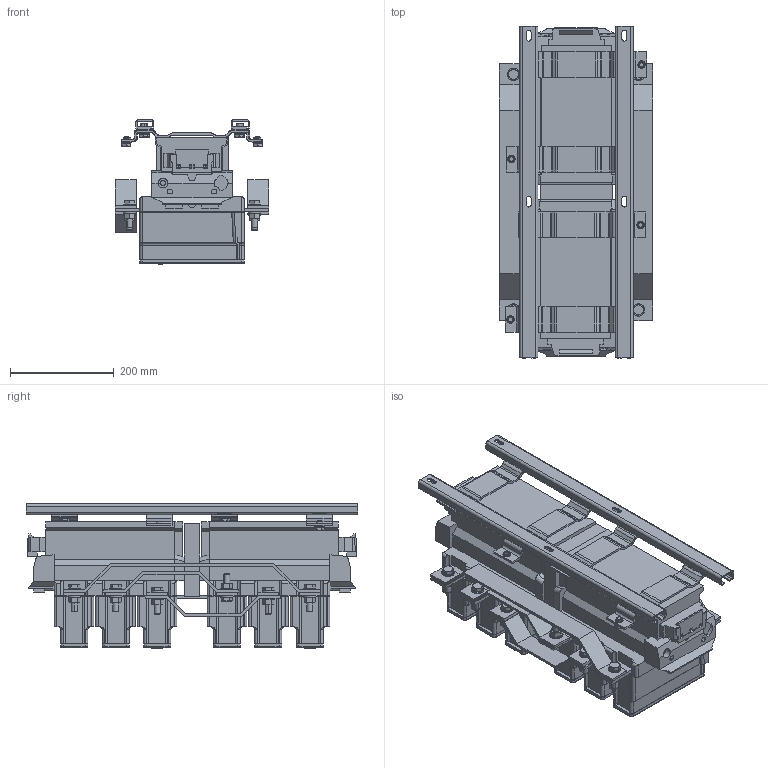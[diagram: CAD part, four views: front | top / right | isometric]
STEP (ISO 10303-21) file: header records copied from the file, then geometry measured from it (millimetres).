
FILE_DESCRIPTION (( 'STEP AP203' ), '1' );
FILE_NAME ('ctr-b-r-630.ÃÌ Êîíòàêòîð ÊÒÝ ðåâåðñ. 630À 230Â 2NO EKF.STEP', '2025-03-05T06:33:37', ( '' ), ( '' ), 'SwSTEP 2.0', 'SolidWorks 2021', '' );
FILE_SCHEMA (( 'CONFIG_CONTROL_DESIGN' ));
Length unit declared in the file: millimetre
Products named in the file (16): Êîïèÿ Ãàéêà Ì12^ctr-b-r-630.ÃÌ Êîíòàêòîð ÊÒÝ ðåâåðñ. 630À 230Â 2NO EKF_ƒ ©ª  Œ12 DIN 934; Êîïèÿ 2^ctr-b-r-630.ÃÌ Êîíòàêòîð ÊÒÝ ðåâåðñ. 630À 230Â 2NO EKF_00; Êîïèÿ Øàéáà Ì12^ctr-b-r-630.ÃÌ Êîíòàêòîð ÊÒÝ ðåâåðñ. 630À 230Â 2NO EKF_˜ ©¡  12 DIN 125 €; ����� ���� �10^ctr-b-r-630.�� ��������� ��� ������. 630� 230� 2NO EKF_���� �10x20 DIN 933; Êîïèÿ Øàéáà Ì10^ctr-b-r-630.ÃÌ Êîíòàêòîð ÊÒÝ ðåâåðñ. 630À 230Â 2NO EKF_˜ ©¡  10 DIN 125 €; Êîïèÿ Ïðàâàÿ^ctr-b-r-630.ÃÌ Êîíòàêòîð ÊÒÝ ðåâåðñ. 630À 230Â 2NO EKF_00; ����� ���� �12^ctr-b-r-630.�� ��������� ��� ������. 630� 230� 2NO EKF_���� �12x45 DIN 933; Êîïèÿ 1^ctr-b-r-630.ÃÌ Êîíòàêòîð ÊÒÝ ðåâåðñ. 630À 230Â 2NO EKF_00; Êîïèÿ 4^ctr-b-r-630.ÃÌ Êîíòàêòîð ÊÒÝ ðåâåðñ. 630À 230Â 2NO EKF_00; Êîïèÿ ïåðåìû÷êà^ctr-b-r-630.ÃÌ Êîíòàêòîð ÊÒÝ ðåâåðñ. 630À 230Â 2NO EKF_00; Êîïèÿ Ôèêñ^ctr-b-r-630.ÃÌ Êîíòàêòîð ÊÒÝ ðåâåðñ. 630À 230Â 2NO EKF_00; ����� ���� �10_K^ctr-b-r-630.�� ��������� ��� ������. 630� 230� 2NO EKF_���� �10x20 DIN 933; Êîïèÿ 3^ctr-b-r-630.ÃÌ Êîíòàêòîð ÊÒÝ ðåâåðñ. 630À 230Â 2NO EKF_00; ctr-b-r-630.ÃÌ Êîíòàêòîð ÊÒÝ ðåâåðñ. 630À 230Â 2NO EKF; Êîïèÿ Ïðîôèëü^ctr-b-r-630.ÃÌ Êîíòàêòîð ÊÒÝ ðåâåðñ. 630À 230Â 2NO EKF_stp41211x2,5 STRUT-¯à®ä¨«ì 41å21å2,5å1000; Êîïèÿ Ëåâàÿ^ctr-b-r-630.ÃÌ Êîíòàêòîð ÊÒÝ ðåâåðñ. 630À 230Â 2NO EKF_00
Assembly tree (87 placements, depth 2):
  ctr-b-r-630.ÃÌ Êîíòàêòîð ÊÒÝ ðåâåðñ. 630À 230Â 2NO EKF
    Êîïèÿ Ïðîôèëü^ctr-b-r-630.ÃÌ Êîíòàêòîð ÊÒÝ ðåâåðñ. 630À 230Â 2NO EKF_stp41211x2,5 STRUT-¯à®ä¨«ì 41å21å2,5å1000  x2
    Êîïèÿ Ëåâàÿ^ctr-b-r-630.ÃÌ Êîíòàêòîð ÊÒÝ ðåâåðñ. 630À 230Â 2NO EKF_00
    Êîïèÿ Ïðàâàÿ^ctr-b-r-630.ÃÌ Êîíòàêòîð ÊÒÝ ðåâåðñ. 630À 230Â 2NO EKF_00
    Êîïèÿ ïåðåìû÷êà^ctr-b-r-630.ÃÌ Êîíòàêòîð ÊÒÝ ðåâåðñ. 630À 230Â 2NO EKF_00
    Êîïèÿ 1^ctr-b-r-630.ÃÌ Êîíòàêòîð ÊÒÝ ðåâåðñ. 630À 230Â 2NO EKF_00
    Êîïèÿ 2^ctr-b-r-630.ÃÌ Êîíòàêòîð ÊÒÝ ðåâåðñ. 630À 230Â 2NO EKF_00
    Êîïèÿ 3^ctr-b-r-630.ÃÌ Êîíòàêòîð ÊÒÝ ðåâåðñ. 630À 230Â 2NO EKF_00  x2
    Êîïèÿ 4^ctr-b-r-630.ÃÌ Êîíòàêòîð ÊÒÝ ðåâåðñ. 630À 230Â 2NO EKF_00  x2
    Êîïèÿ Øàéáà Ì12^ctr-b-r-630.ÃÌ Êîíòàêòîð ÊÒÝ ðåâåðñ. 630À 230Â 2NO EKF_˜ ©¡  12 DIN 125 €  x24
    ����� ���� �12^ctr-b-r-630.�� ��������� ��� ������. 630� 230� 2NO EKF_���� �12x45 DIN 933  x12
    Êîïèÿ Ãàéêà Ì12^ctr-b-r-630.ÃÌ Êîíòàêòîð ÊÒÝ ðåâåðñ. 630À 230Â 2NO EKF_ƒ ©ª  Œ12 DIN 934  x12
    Êîïèÿ Øàéáà Ì10^ctr-b-r-630.ÃÌ Êîíòàêòîð ÊÒÝ ðåâåðñ. 630À 230Â 2NO EKF_˜ ©¡  10 DIN 125 €  x10
    ����� ���� �10^ctr-b-r-630.�� ��������� ��� ������. 630� 230� 2NO EKF_���� �10x20 DIN 933  x8
    Êîïèÿ Ôèêñ^ctr-b-r-630.ÃÌ Êîíòàêòîð ÊÒÝ ðåâåðñ. 630À 230Â 2NO EKF_00  x8
    ����� ���� �10_K^ctr-b-r-630.�� ��������� ��� ������. 630� 230� 2NO EKF_���� �10x20 DIN 933  x2
Bounding box: 295 x 640 x 278.5 mm (x, y, z)
Volume: 19600511.1 mm3; surface area: 1675473.3 mm2
Topology: 87 solids, 87 shells, 2773 faces, 6835 edges, 4296 vertices
Faces by surface type: plane 1493, cylinder 776, cone 404, torus 100
Entity records: 55063 total; most frequent: CARTESIAN_POINT 10751, ORIENTED_EDGE 8542, DIRECTION 8505, EDGE_CURVE 4271, VECTOR 2885, LINE 2885, AXIS2_PLACEMENT_3D 2810, VERTEX_POINT 2768
